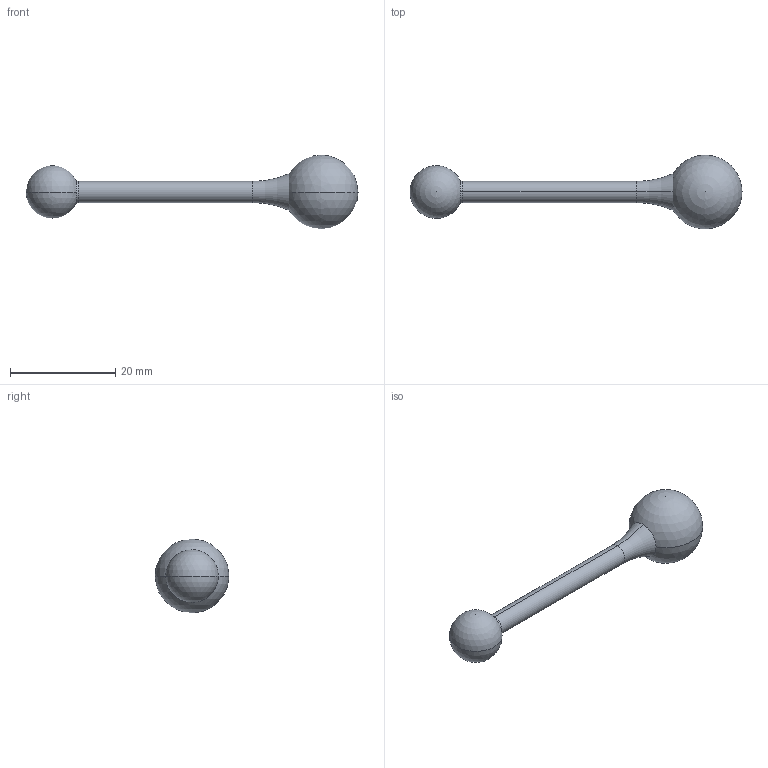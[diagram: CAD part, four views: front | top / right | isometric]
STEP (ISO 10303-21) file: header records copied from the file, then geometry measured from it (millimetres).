
FILE_DESCRIPTION (( 'STEP AP203' ), '1' );
FILE_NAME ('ball_arm_Default_sldprt.STEP', '2023-12-19T22:09:17', ( '' ), ( '' ), 'SwSTEP 2.0', 'SolidWorks 2020', '' );
FILE_SCHEMA (( 'CONFIG_CONTROL_DESIGN' ));
Length unit declared in the file: millimetre
Products named in the file (1): ball_arm_Default_sldprt
Bounding box: 63 x 14 x 14 mm (x, y, z)
Volume: 2498.1 mm3; surface area: 1407.2 mm2
Topology: 1 solids, 1 shells, 10 faces, 32 edges, 20 vertices
Faces by surface type: torus 4, sphere 4, cylinder 2
Entity records: 367 total; most frequent: DIRECTION 64, CARTESIAN_POINT 47, ORIENTED_EDGE 44, AXIS2_PLACEMENT_3D 31, EDGE_CURVE 22, CIRCLE 20, VERTEX_POINT 14, ADVANCED_FACE 10
